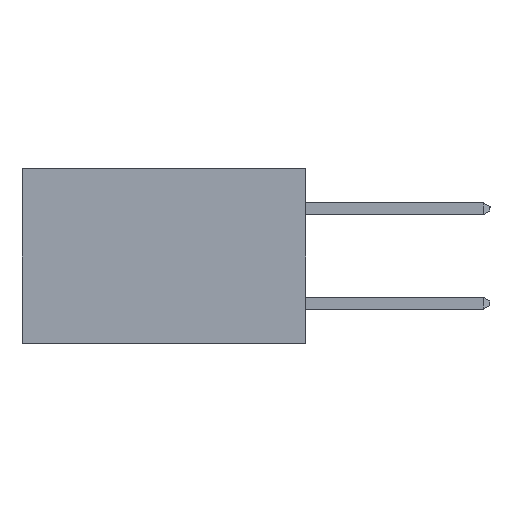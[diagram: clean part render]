
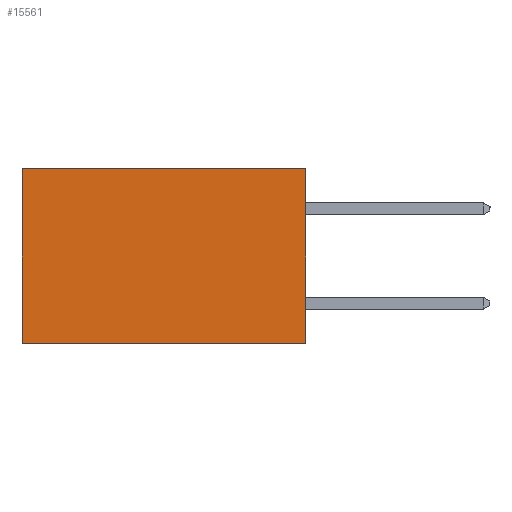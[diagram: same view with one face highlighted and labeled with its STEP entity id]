
A CAD part, left-side view. The second image highlights one B-rep face of the part: STEP entity #15561.
In plain terms, the highlighted planar face has unit normal (-1, 0, 0).
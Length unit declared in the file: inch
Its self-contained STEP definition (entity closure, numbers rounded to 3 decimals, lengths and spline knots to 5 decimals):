
#801 = FACE_OUTER_BOUND ( 'NONE', #18232, .T. ) ;
#1232 = DIRECTION ( 'NONE',  ( 0., 1., 0. ) ) ;
#1513 = CARTESIAN_POINT ( 'NONE',  ( 0.2615, 0., 0. ) ) ;
#1824 = EDGE_CURVE ( 'NONE', #14534, #4461, #13647, .T. ) ;
#2763 = EDGE_CURVE ( 'NONE', #14534, #18518, #2918, .T. ) ;
#2918 = LINE ( 'NONE', #16578, #10555 ) ;
#3770 = ORIENTED_EDGE ( 'NONE', *, *, #4728, .T. ) ;
#4461 = VERTEX_POINT ( 'NONE', #14693 ) ;
#4728 = EDGE_CURVE ( 'NONE', #18518, #16152, #21203, .T. ) ;
#5832 = CARTESIAN_POINT ( 'NONE',  ( 0.2615, 0.6, -0.37 ) ) ;
#7660 = CARTESIAN_POINT ( 'NONE',  ( 0.2615, 0., -0.37 ) ) ;
#7848 = EDGE_CURVE ( 'NONE', #4461, #16152, #9698, .T. ) ;
#8492 = DIRECTION ( 'NONE',  ( 0., 0., -1. ) ) ;
#9698 = LINE ( 'NONE', #16518, #11283 ) ;
#10457 = VECTOR ( 'NONE', #8492, 39.37008 ) ;
#10555 = VECTOR ( 'NONE', #1232, 39.37008 ) ;
#11008 = VECTOR ( 'NONE', #12680, 39.37008 ) ;
#11283 = VECTOR ( 'NONE', #14847, 39.37008 ) ;
#11683 = AXIS2_PLACEMENT_3D ( 'NONE', #7660, #14503, #19658 ) ;
#12680 = DIRECTION ( 'NONE',  ( 0., 0., -1. ) ) ;
#13647 = LINE ( 'NONE', #15332, #10457 ) ;
#13661 = CARTESIAN_POINT ( 'NONE',  ( 0.2615, 0.6, -0.37 ) ) ;
#13714 = ORIENTED_EDGE ( 'NONE', *, *, #2763, .T. ) ;
#14503 = DIRECTION ( 'NONE',  ( 1., 0., 0. ) ) ;
#14534 = VERTEX_POINT ( 'NONE', #1513 ) ;
#14625 = PLANE ( 'NONE',  #11683 ) ;
#14693 = CARTESIAN_POINT ( 'NONE',  ( 0.2615, 0., -0.37 ) ) ;
#14847 = DIRECTION ( 'NONE',  ( 0., 1., 0. ) ) ;
#15189 = CARTESIAN_POINT ( 'NONE',  ( 0.2615, 0.6, 0. ) ) ;
#15332 = CARTESIAN_POINT ( 'NONE',  ( 0.2615, 0., -0.37 ) ) ;
#15561 = ADVANCED_FACE ( 'NONE', ( #801 ), #14625, .F. ) ;
#16152 = VERTEX_POINT ( 'NONE', #13661 ) ;
#16518 = CARTESIAN_POINT ( 'NONE',  ( 0.2615, 0., -0.37 ) ) ;
#16530 = ORIENTED_EDGE ( 'NONE', *, *, #1824, .F. ) ;
#16578 = CARTESIAN_POINT ( 'NONE',  ( 0.2615, 0., 0. ) ) ;
#17165 = ORIENTED_EDGE ( 'NONE', *, *, #7848, .F. ) ;
#18232 = EDGE_LOOP ( 'NONE', ( #3770, #17165, #16530, #13714 ) ) ;
#18518 = VERTEX_POINT ( 'NONE', #15189 ) ;
#19658 = DIRECTION ( 'NONE',  ( 0., 0., -1. ) ) ;
#21203 = LINE ( 'NONE', #5832, #11008 ) ;
